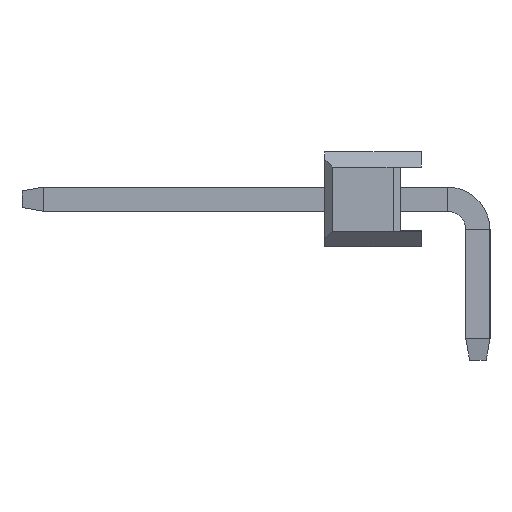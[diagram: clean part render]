
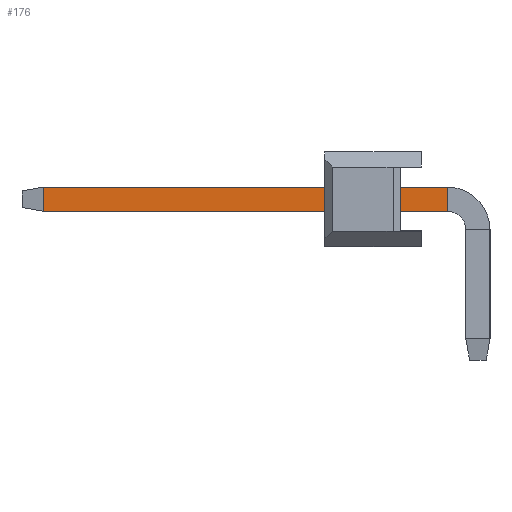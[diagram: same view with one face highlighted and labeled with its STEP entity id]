
A CAD part, left-side view. The second image highlights one B-rep face of the part: STEP entity #176.
In plain terms, the highlighted planar face has unit normal (-1, 0, 0).
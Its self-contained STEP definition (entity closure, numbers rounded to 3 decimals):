
#176 = ADVANCED_FACE ( 'NONE', ( #10218 ), #731, .F. ) ;
#731 = PLANE ( 'NONE',  #11632 ) ;
#872 = CARTESIAN_POINT ( 'NONE',  ( -23.18, -0.7, 0.32 ) ) ;
#1547 = CARTESIAN_POINT ( 'NONE',  ( -23.18, 10.54, -0.32 ) ) ;
#2457 = VERTEX_POINT ( 'NONE', #6780 ) ;
#2626 = EDGE_CURVE ( 'NONE', #4117, #11250, #10358, .T. ) ;
#2671 = LINE ( 'NONE', #6904, #10391 ) ;
#2762 = DIRECTION ( 'NONE',  ( 0., 0., -1. ) ) ;
#2911 = EDGE_CURVE ( 'NONE', #4088, #4117, #11019, .T. ) ;
#4088 = VERTEX_POINT ( 'NONE', #10054 ) ;
#4117 = VERTEX_POINT ( 'NONE', #7010 ) ;
#4916 = VECTOR ( 'NONE', #5129, 1000. ) ;
#4980 = CARTESIAN_POINT ( 'NONE',  ( -23.18, 10.54, 0.32 ) ) ;
#5129 = DIRECTION ( 'NONE',  ( 0., 0., 1. ) ) ;
#5558 = VECTOR ( 'NONE', #5798, 1000. ) ;
#5677 = EDGE_CURVE ( 'NONE', #2457, #4088, #8042, .T. ) ;
#5798 = DIRECTION ( 'NONE',  ( 0., -1., 0. ) ) ;
#6634 = ORIENTED_EDGE ( 'NONE', *, *, #9556, .F. ) ;
#6780 = CARTESIAN_POINT ( 'NONE',  ( -23.18, 9.973, 0.32 ) ) ;
#6904 = CARTESIAN_POINT ( 'NONE',  ( -23.18, 10.54, 0.32 ) ) ;
#7010 = CARTESIAN_POINT ( 'NONE',  ( -23.18, -0.7, -0.32 ) ) ;
#7808 = EDGE_LOOP ( 'NONE', ( #6634, #10655, #8715, #8601 ) ) ;
#7904 = VECTOR ( 'NONE', #2762, 1000. ) ;
#8042 = LINE ( 'NONE', #12159, #7904 ) ;
#8599 = CARTESIAN_POINT ( 'NONE',  ( -23.18, -0.7, 0.32 ) ) ;
#8601 = ORIENTED_EDGE ( 'NONE', *, *, #2626, .T. ) ;
#8715 = ORIENTED_EDGE ( 'NONE', *, *, #2911, .T. ) ;
#9202 = DIRECTION ( 'NONE',  ( 1., 0., 0. ) ) ;
#9556 = EDGE_CURVE ( 'NONE', #2457, #11250, #2671, .T. ) ;
#10054 = CARTESIAN_POINT ( 'NONE',  ( -23.18, 9.973, -0.32 ) ) ;
#10218 = FACE_OUTER_BOUND ( 'NONE', #7808, .T. ) ;
#10358 = LINE ( 'NONE', #872, #4916 ) ;
#10391 = VECTOR ( 'NONE', #11079, 1000. ) ;
#10655 = ORIENTED_EDGE ( 'NONE', *, *, #5677, .T. ) ;
#11019 = LINE ( 'NONE', #1547, #5558 ) ;
#11079 = DIRECTION ( 'NONE',  ( 0., -1., 0. ) ) ;
#11250 = VERTEX_POINT ( 'NONE', #8599 ) ;
#11632 = AXIS2_PLACEMENT_3D ( 'NONE', #4980, #9202, #13272 ) ;
#12159 = CARTESIAN_POINT ( 'NONE',  ( -23.18, 9.973, -0.32 ) ) ;
#13272 = DIRECTION ( 'NONE',  ( 0., 0., -1. ) ) ;
